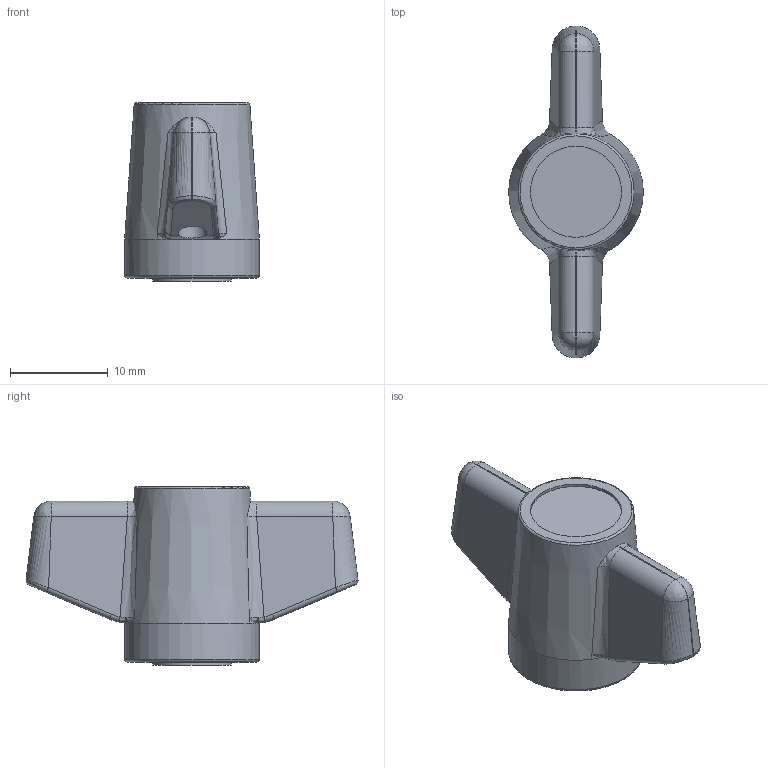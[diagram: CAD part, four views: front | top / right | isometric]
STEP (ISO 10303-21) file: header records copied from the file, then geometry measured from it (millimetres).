
FILE_DESCRIPTION( ( 'Unknown' ), '1' );
FILE_NAME( '6309500_GB34_M06.stp', 'Unknown', ( 'Unknown' ), ( 'Unknown' ), 'PSStep 11.0', 'Unknown', ' ' );
FILE_SCHEMA( ( 'AUTOMOTIVE_DESIGN { 1 0 10303 214 1 1 1 1 }' ) );
Length unit declared in the file: millimetre
Products named in the file (1): 6309500
Bounding box: 13.75 x 33.91 x 18.2 mm (x, y, z)
Volume: 2998.2 mm3; surface area: 1738 mm2
Topology: 1 solids, 1 shells, 87 faces, 203 edges, 120 vertices
Faces by surface type: bspline 38, cylinder 23, plane 20, cone 4, torus 2
Full cylindrical faces by diameter (mm): 2.95 x2, 4.917 x2, 8 x1, 9.304 x1, 13.75 x1
Entity records: 8408 total; most frequent: CARTESIAN_POINT 6156, ORIENTED_EDGE 360, DIRECTION 242, EDGE_CURVE 180, VERTEX_POINT 111, AXIS2_PLACEMENT_3D 107, EDGE_LOOP 100, FACE_OUTER_BOUND 95
